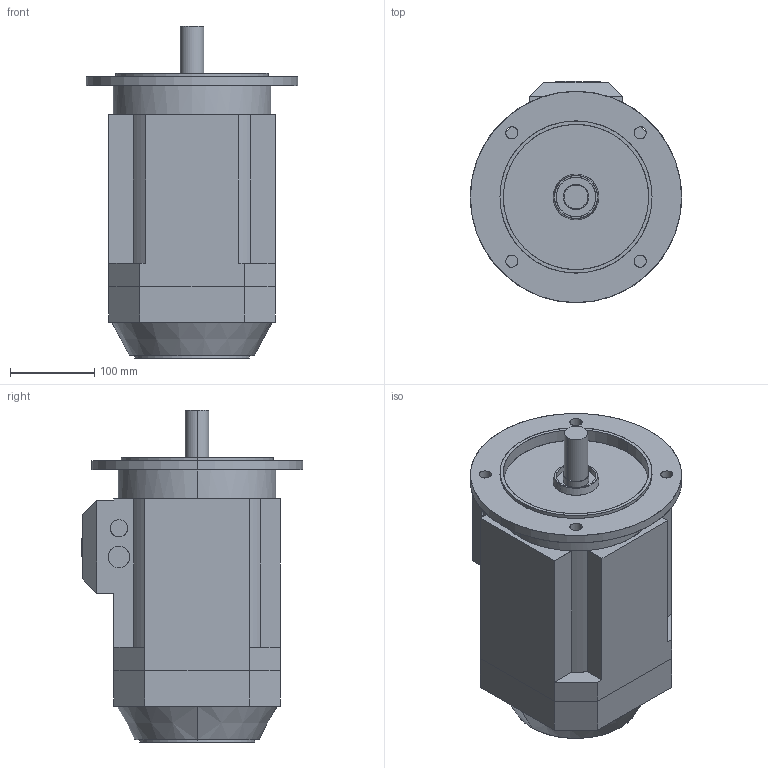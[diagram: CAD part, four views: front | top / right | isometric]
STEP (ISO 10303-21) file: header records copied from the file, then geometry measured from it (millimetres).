
FILE_DESCRIPTION(/* description */ (''),/* implementation_level */ '2;1');
FILE_NAME(/* name */ 'M3AA100LIE3B5.stp',/* time_stamp */ '2015-08-03T15:15:48+02:00',/* author */ (''),/* organization */ (''),/* preprocessor_version */ 'ST-DEVELOPER v14',/* originating_system */ 'SIEMENS PLM Software NX 8.0',/* authorisation */ '');
FILE_SCHEMA (('AUTOMOTIVE_DESIGN { 1 0 10303 214 3 1 1 1 }'));
Length unit declared in the file: millimetre
Products named in the file (1): M3AA100LIE3B5nr2_igs
Bounding box: 250 x 262 x 393 mm (x, y, z)
Surface area: 490508.1 mm2 (no closed solid volume)
Topology: 0 solids, 197 shells, 197 faces, 923 edges, 922 vertices
Faces by surface type: plane 126, cylinder 55, bspline 10, cone 6
Full cylindrical faces by diameter (mm): 190 x1
Entity records: 12310 total; most frequent: CARTESIAN_POINT 3748, DIRECTION 1258, ORIENTED_EDGE 922, VERTEX_POINT 922, EDGE_CURVE 922, LINE 618, VECTOR 618, AXIS2_PLACEMENT_3D 320
